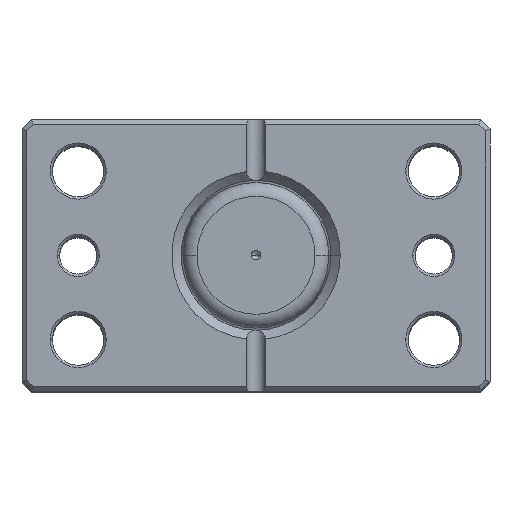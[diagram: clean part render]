
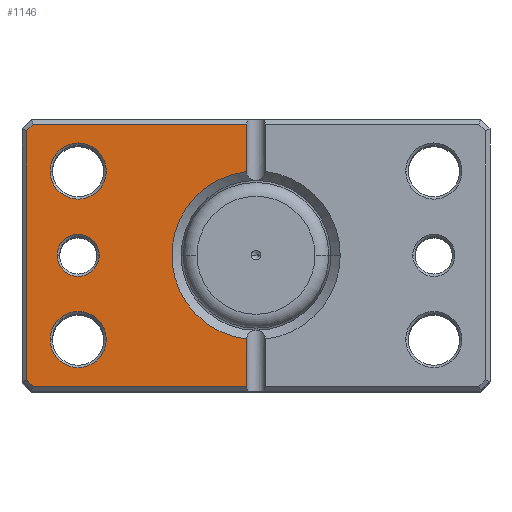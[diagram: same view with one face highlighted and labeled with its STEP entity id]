
A CAD part, top view. The second image highlights one B-rep face of the part: STEP entity #1146.
In plain terms, the highlighted face is planar.
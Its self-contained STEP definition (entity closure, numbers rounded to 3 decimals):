
#7 = VECTOR ( 'NONE', #5951, 1000. ) ;
#276 = DIRECTION ( 'NONE',  ( 0., 0., 1. ) ) ;
#286 = EDGE_CURVE ( 'NONE', #2244, #5671, #3465, .T. ) ;
#305 = DIRECTION ( 'NONE',  ( 1., 0., 0. ) ) ;
#392 = DIRECTION ( 'NONE',  ( 0., 0., 1. ) ) ;
#406 = LINE ( 'NONE', #3362, #1338 ) ;
#428 = EDGE_CURVE ( 'NONE', #6036, #6347, #6902, .T. ) ;
#527 = CIRCLE ( 'NONE', #2256, 6. ) ;
#575 = ORIENTED_EDGE ( 'NONE', *, *, #5331, .T. ) ;
#610 = ORIENTED_EDGE ( 'NONE', *, *, #1479, .T. ) ;
#648 = AXIS2_PLACEMENT_3D ( 'NONE', #6093, #2885, #6617 ) ;
#658 = VECTOR ( 'NONE', #2425, 1000. ) ;
#668 = EDGE_LOOP ( 'NONE', ( #575, #3967 ) ) ;
#673 = ORIENTED_EDGE ( 'NONE', *, *, #6731, .T. ) ;
#697 = LINE ( 'NONE', #2950, #3503 ) ;
#713 = EDGE_CURVE ( 'NONE', #5256, #2155, #965, .T. ) ;
#720 = DIRECTION ( 'NONE',  ( 0., 0., 1. ) ) ;
#748 = CARTESIAN_POINT ( 'NONE',  ( 49., 0., 0. ) ) ;
#797 = CARTESIAN_POINT ( 'NONE',  ( 2., 29., 0. ) ) ;
#829 = DIRECTION ( 'NONE',  ( -0.707, -0.707, 0. ) ) ;
#913 = ORIENTED_EDGE ( 'NONE', *, *, #286, .T. ) ;
#965 = LINE ( 'NONE', #748, #3603 ) ;
#1074 = EDGE_CURVE ( 'NONE', #5397, #2270, #3187, .T. ) ;
#1105 = DIRECTION ( 'NONE',  ( 0., 0., 1. ) ) ;
#1146 = ADVANCED_FACE ( 'NONE', ( #3014, #5869, #5696, #1463 ), #5589, .F. ) ;
#1196 = ORIENTED_EDGE ( 'NONE', *, *, #4473, .T. ) ;
#1234 = VECTOR ( 'NONE', #3423, 1000. ) ;
#1264 = VECTOR ( 'NONE', #4699, 1000. ) ;
#1338 = VECTOR ( 'NONE', #1776, 1000. ) ;
#1343 = CARTESIAN_POINT ( 'NONE',  ( 0., 0., 0. ) ) ;
#1383 = DIRECTION ( 'NONE',  ( 1., 0., 0. ) ) ;
#1463 = FACE_OUTER_BOUND ( 'NONE', #1848, .T. ) ;
#1479 = EDGE_CURVE ( 'NONE', #5898, #6063, #3932, .T. ) ;
#1518 = CARTESIAN_POINT ( 'NONE',  ( 0., 28., 0. ) ) ;
#1620 = CIRCLE ( 'NONE', #3946, 4.5 ) ;
#1776 = DIRECTION ( 'NONE',  ( 0.707, -0.707, 0. ) ) ;
#1848 = EDGE_LOOP ( 'NONE', ( #6262, #2151, #4610, #6357, #673, #6274, #1196, #913 ) ) ;
#1872 = CARTESIAN_POINT ( 'NONE',  ( 38., 0., 0. ) ) ;
#1988 = CARTESIAN_POINT ( 'NONE',  ( 47.586, 28., 0. ) ) ;
#2008 = DIRECTION ( 'NONE',  ( 0., 0., 1. ) ) ;
#2151 = ORIENTED_EDGE ( 'NONE', *, *, #1074, .T. ) ;
#2155 = VERTEX_POINT ( 'NONE', #5702 ) ;
#2244 = VERTEX_POINT ( 'NONE', #4730 ) ;
#2256 = AXIS2_PLACEMENT_3D ( 'NONE', #3881, #720, #4415 ) ;
#2270 = VERTEX_POINT ( 'NONE', #2635 ) ;
#2396 = DIRECTION ( 'NONE',  ( 0., 0., 1. ) ) ;
#2425 = DIRECTION ( 'NONE',  ( -1., 0., 0. ) ) ;
#2450 = AXIS2_PLACEMENT_3D ( 'NONE', #3575, #392, #4100 ) ;
#2505 = VERTEX_POINT ( 'NONE', #1988 ) ;
#2618 = CARTESIAN_POINT ( 'NONE',  ( 42.5, 0., 0. ) ) ;
#2635 = CARTESIAN_POINT ( 'NONE',  ( 2., 17.889, 0. ) ) ;
#2652 = LINE ( 'NONE', #1518, #1264 ) ;
#2654 = CARTESIAN_POINT ( 'NONE',  ( 44., 18., 0. ) ) ;
#2729 = VERTEX_POINT ( 'NONE', #6404 ) ;
#2743 = CARTESIAN_POINT ( 'NONE',  ( 2., 29., 0. ) ) ;
#2885 = DIRECTION ( 'NONE',  ( 0., 0., 1. ) ) ;
#2936 = CIRCLE ( 'NONE', #2450, 6. ) ;
#2950 = CARTESIAN_POINT ( 'NONE',  ( 37.793, -37.793, 0. ) ) ;
#2993 = EDGE_LOOP ( 'NONE', ( #3887, #4819 ) ) ;
#3014 = FACE_BOUND ( 'NONE', #2993, .T. ) ;
#3075 = EDGE_CURVE ( 'NONE', #2270, #5660, #6894, .T. ) ;
#3125 = AXIS2_PLACEMENT_3D ( 'NONE', #1343, #276, #3979 ) ;
#3187 = CIRCLE ( 'NONE', #648, 18. ) ;
#3362 = CARTESIAN_POINT ( 'NONE',  ( 37.793, 37.793, 0. ) ) ;
#3423 = DIRECTION ( 'NONE',  ( 0., 1., 0. ) ) ;
#3465 = LINE ( 'NONE', #5614, #658 ) ;
#3497 = DIRECTION ( 'NONE',  ( 0., 0., 1. ) ) ;
#3503 = VECTOR ( 'NONE', #829, 1000. ) ;
#3575 = CARTESIAN_POINT ( 'NONE',  ( 38., -18., 0. ) ) ;
#3603 = VECTOR ( 'NONE', #5556, 1000. ) ;
#3881 = CARTESIAN_POINT ( 'NONE',  ( 38., 18., 0. ) ) ;
#3887 = ORIENTED_EDGE ( 'NONE', *, *, #5249, .T. ) ;
#3932 = CIRCLE ( 'NONE', #5117, 6. ) ;
#3946 = AXIS2_PLACEMENT_3D ( 'NONE', #6710, #3497, #305 ) ;
#3967 = ORIENTED_EDGE ( 'NONE', *, *, #4566, .T. ) ;
#3979 = DIRECTION ( 'NONE',  ( 1., 0., 0. ) ) ;
#4063 = CARTESIAN_POINT ( 'NONE',  ( 2., -28., 0. ) ) ;
#4084 = LINE ( 'NONE', #2743, #7 ) ;
#4100 = DIRECTION ( 'NONE',  ( 1., 0., 0. ) ) ;
#4166 = EDGE_CURVE ( 'NONE', #6063, #5898, #527, .T. ) ;
#4240 = CIRCLE ( 'NONE', #6120, 6. ) ;
#4261 = CARTESIAN_POINT ( 'NONE',  ( 38., 18., 0. ) ) ;
#4409 = CARTESIAN_POINT ( 'NONE',  ( 33.5, 0., 0. ) ) ;
#4415 = DIRECTION ( 'NONE',  ( 1., 0., 0. ) ) ;
#4473 = EDGE_CURVE ( 'NONE', #2155, #2244, #697, .T. ) ;
#4533 = CARTESIAN_POINT ( 'NONE',  ( 49., 26.586, 0. ) ) ;
#4566 = EDGE_CURVE ( 'NONE', #5845, #2729, #2936, .T. ) ;
#4578 = CARTESIAN_POINT ( 'NONE',  ( 2., 28., 0. ) ) ;
#4610 = ORIENTED_EDGE ( 'NONE', *, *, #3075, .T. ) ;
#4699 = DIRECTION ( 'NONE',  ( 1., 0., 0. ) ) ;
#4730 = CARTESIAN_POINT ( 'NONE',  ( 47.586, -28., 0. ) ) ;
#4811 = DIRECTION ( 'NONE',  ( 1., 0., 0. ) ) ;
#4819 = ORIENTED_EDGE ( 'NONE', *, *, #428, .T. ) ;
#4886 = EDGE_CURVE ( 'NONE', #5671, #5397, #4084, .T. ) ;
#4949 = AXIS2_PLACEMENT_3D ( 'NONE', #1872, #2396, #1383 ) ;
#5117 = AXIS2_PLACEMENT_3D ( 'NONE', #4261, #1105, #4811 ) ;
#5167 = CARTESIAN_POINT ( 'NONE',  ( 38., -18., 0. ) ) ;
#5249 = EDGE_CURVE ( 'NONE', #6347, #6036, #1620, .T. ) ;
#5256 = VERTEX_POINT ( 'NONE', #4533 ) ;
#5286 = CARTESIAN_POINT ( 'NONE',  ( 32., 18., 0. ) ) ;
#5331 = EDGE_CURVE ( 'NONE', #2729, #5845, #4240, .T. ) ;
#5397 = VERTEX_POINT ( 'NONE', #6375 ) ;
#5556 = DIRECTION ( 'NONE',  ( 0., -1., 0. ) ) ;
#5589 = PLANE ( 'NONE',  #3125 ) ;
#5614 = CARTESIAN_POINT ( 'NONE',  ( 0., -28., 0. ) ) ;
#5660 = VERTEX_POINT ( 'NONE', #4578 ) ;
#5671 = VERTEX_POINT ( 'NONE', #4063 ) ;
#5696 = FACE_BOUND ( 'NONE', #6914, .T. ) ;
#5702 = CARTESIAN_POINT ( 'NONE',  ( 49., -26.586, 0. ) ) ;
#5720 = DIRECTION ( 'NONE',  ( 1., 0., 0. ) ) ;
#5806 = EDGE_CURVE ( 'NONE', #5660, #2505, #2652, .T. ) ;
#5845 = VERTEX_POINT ( 'NONE', #6870 ) ;
#5869 = FACE_BOUND ( 'NONE', #668, .T. ) ;
#5898 = VERTEX_POINT ( 'NONE', #2654 ) ;
#5951 = DIRECTION ( 'NONE',  ( 0., 1., 0. ) ) ;
#6036 = VERTEX_POINT ( 'NONE', #2618 ) ;
#6063 = VERTEX_POINT ( 'NONE', #5286 ) ;
#6093 = CARTESIAN_POINT ( 'NONE',  ( 0., 0., 0. ) ) ;
#6120 = AXIS2_PLACEMENT_3D ( 'NONE', #5167, #2008, #5720 ) ;
#6262 = ORIENTED_EDGE ( 'NONE', *, *, #4886, .T. ) ;
#6274 = ORIENTED_EDGE ( 'NONE', *, *, #713, .T. ) ;
#6347 = VERTEX_POINT ( 'NONE', #4409 ) ;
#6357 = ORIENTED_EDGE ( 'NONE', *, *, #5806, .T. ) ;
#6375 = CARTESIAN_POINT ( 'NONE',  ( 2., -17.889, 0. ) ) ;
#6404 = CARTESIAN_POINT ( 'NONE',  ( 32., -18., 0. ) ) ;
#6617 = DIRECTION ( 'NONE',  ( 1., 0., 0. ) ) ;
#6710 = CARTESIAN_POINT ( 'NONE',  ( 38., 0., 0. ) ) ;
#6731 = EDGE_CURVE ( 'NONE', #2505, #5256, #406, .T. ) ;
#6736 = ORIENTED_EDGE ( 'NONE', *, *, #4166, .T. ) ;
#6870 = CARTESIAN_POINT ( 'NONE',  ( 44., -18., 0. ) ) ;
#6894 = LINE ( 'NONE', #797, #1234 ) ;
#6902 = CIRCLE ( 'NONE', #4949, 4.5 ) ;
#6914 = EDGE_LOOP ( 'NONE', ( #6736, #610 ) ) ;
